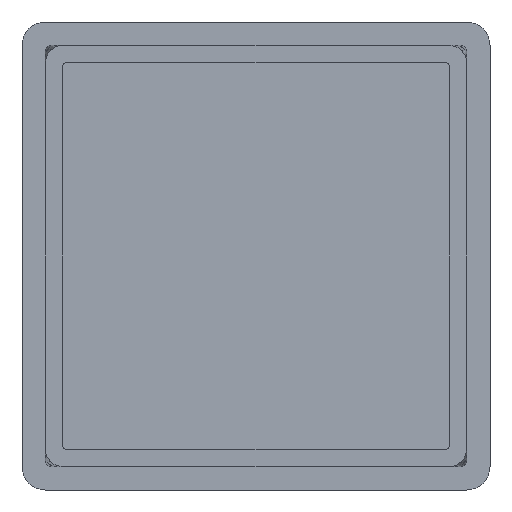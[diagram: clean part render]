
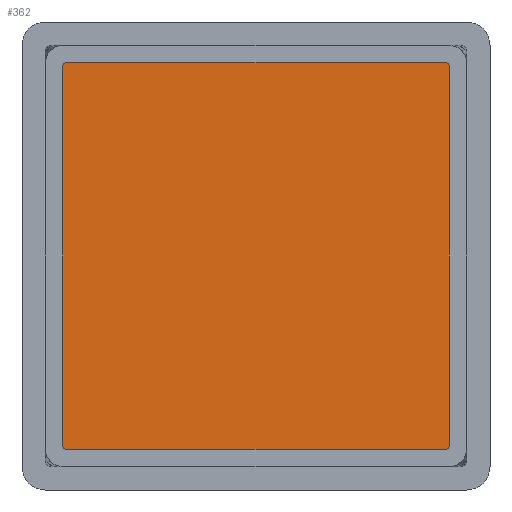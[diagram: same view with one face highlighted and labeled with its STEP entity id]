
A CAD part, front view. The second image highlights one B-rep face of the part: STEP entity #362.
In plain terms, the highlighted planar face has unit normal (0, -1, 0).
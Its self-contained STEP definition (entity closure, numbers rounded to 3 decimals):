
#9 = DIRECTION ( 'NONE',  ( 0., -1., 0. ) ) ;
#24 = VERTEX_POINT ( 'NONE', #663 ) ;
#41 = EDGE_CURVE ( 'NONE', #737, #489, #1112, .T. ) ;
#53 = VECTOR ( 'NONE', #668, 1000. ) ;
#66 = EDGE_CURVE ( 'NONE', #821, #902, #580, .T. ) ;
#78 = DIRECTION ( 'NONE',  ( 0., 0., 1. ) ) ;
#89 = CARTESIAN_POINT ( 'NONE',  ( -16.5, 20., -16.5 ) ) ;
#94 = DIRECTION ( 'NONE',  ( 0., -1., 0. ) ) ;
#99 = EDGE_LOOP ( 'NONE', ( #743, #1131, #1082, #850, #1217, #1111, #556, #133 ) ) ;
#108 = DIRECTION ( 'NONE',  ( 0., 0., 1. ) ) ;
#133 = ORIENTED_EDGE ( 'NONE', *, *, #1081, .T. ) ;
#155 = CARTESIAN_POINT ( 'NONE',  ( -16.5, 20., -16.25 ) ) ;
#184 = DIRECTION ( 'NONE',  ( 1., 0., 0. ) ) ;
#188 = EDGE_CURVE ( 'NONE', #737, #1103, #310, .T. ) ;
#225 = DIRECTION ( 'NONE',  ( 0., 0., 1. ) ) ;
#242 = VERTEX_POINT ( 'NONE', #721 ) ;
#243 = CARTESIAN_POINT ( 'NONE',  ( -16.5, 20., 16.25 ) ) ;
#279 = CARTESIAN_POINT ( 'NONE',  ( -16.5, 20., -16.5 ) ) ;
#288 = EDGE_CURVE ( 'NONE', #821, #489, #360, .T. ) ;
#304 = VECTOR ( 'NONE', #1162, 1000. ) ;
#307 = AXIS2_PLACEMENT_3D ( 'NONE', #374, #672, #1241 ) ;
#310 = LINE ( 'NONE', #599, #304 ) ;
#329 = AXIS2_PLACEMENT_3D ( 'NONE', #970, #9, #225 ) ;
#347 = PLANE ( 'NONE',  #381 ) ;
#360 = LINE ( 'NONE', #1221, #767 ) ;
#362 = ADVANCED_FACE ( 'NONE', ( #660 ), #347, .F. ) ;
#364 = LINE ( 'NONE', #279, #53 ) ;
#374 = CARTESIAN_POINT ( 'NONE',  ( 16.25, 20., 16.25 ) ) ;
#381 = AXIS2_PLACEMENT_3D ( 'NONE', #456, #936, #739 ) ;
#396 = CARTESIAN_POINT ( 'NONE',  ( 16.5, 20., -16.25 ) ) ;
#456 = CARTESIAN_POINT ( 'NONE',  ( 0., 20., 0. ) ) ;
#489 = VERTEX_POINT ( 'NONE', #687 ) ;
#548 = CARTESIAN_POINT ( 'NONE',  ( -16.25, 20., 16.25 ) ) ;
#556 = ORIENTED_EDGE ( 'NONE', *, *, #1066, .F. ) ;
#576 = AXIS2_PLACEMENT_3D ( 'NONE', #961, #94, #1052 ) ;
#580 = CIRCLE ( 'NONE', #1186, 0.25 ) ;
#584 = CARTESIAN_POINT ( 'NONE',  ( 16.5, 20., 16.25 ) ) ;
#599 = CARTESIAN_POINT ( 'NONE',  ( 16.5, 20., -16.5 ) ) ;
#617 = CIRCLE ( 'NONE', #576, 0.25 ) ;
#621 = EDGE_CURVE ( 'NONE', #916, #902, #1160, .T. ) ;
#660 = FACE_OUTER_BOUND ( 'NONE', #99, .T. ) ;
#663 = CARTESIAN_POINT ( 'NONE',  ( 16.25, 20., -16.5 ) ) ;
#664 = VECTOR ( 'NONE', #108, 1000. ) ;
#668 = DIRECTION ( 'NONE',  ( -1., 0., 0. ) ) ;
#672 = DIRECTION ( 'NONE',  ( 0., -1., 0. ) ) ;
#687 = CARTESIAN_POINT ( 'NONE',  ( 16.25, 20., 16.5 ) ) ;
#721 = CARTESIAN_POINT ( 'NONE',  ( -16.25, 20., -16.5 ) ) ;
#737 = VERTEX_POINT ( 'NONE', #584 ) ;
#738 = CARTESIAN_POINT ( 'NONE',  ( -16.25, 20., 16.5 ) ) ;
#739 = DIRECTION ( 'NONE',  ( 0., 0., 1. ) ) ;
#743 = ORIENTED_EDGE ( 'NONE', *, *, #188, .F. ) ;
#767 = VECTOR ( 'NONE', #184, 1000. ) ;
#821 = VERTEX_POINT ( 'NONE', #738 ) ;
#850 = ORIENTED_EDGE ( 'NONE', *, *, #66, .T. ) ;
#879 = CIRCLE ( 'NONE', #329, 0.25 ) ;
#902 = VERTEX_POINT ( 'NONE', #243 ) ;
#916 = VERTEX_POINT ( 'NONE', #155 ) ;
#936 = DIRECTION ( 'NONE',  ( 0., 1., 0. ) ) ;
#937 = DIRECTION ( 'NONE',  ( 0., -1., 0. ) ) ;
#948 = EDGE_CURVE ( 'NONE', #916, #242, #617, .T. ) ;
#961 = CARTESIAN_POINT ( 'NONE',  ( -16.25, 20., -16.25 ) ) ;
#970 = CARTESIAN_POINT ( 'NONE',  ( 16.25, 20., -16.25 ) ) ;
#1052 = DIRECTION ( 'NONE',  ( 0., 0., 1. ) ) ;
#1066 = EDGE_CURVE ( 'NONE', #24, #242, #364, .T. ) ;
#1081 = EDGE_CURVE ( 'NONE', #24, #1103, #879, .T. ) ;
#1082 = ORIENTED_EDGE ( 'NONE', *, *, #288, .F. ) ;
#1103 = VERTEX_POINT ( 'NONE', #396 ) ;
#1111 = ORIENTED_EDGE ( 'NONE', *, *, #948, .T. ) ;
#1112 = CIRCLE ( 'NONE', #307, 0.25 ) ;
#1131 = ORIENTED_EDGE ( 'NONE', *, *, #41, .T. ) ;
#1160 = LINE ( 'NONE', #89, #664 ) ;
#1162 = DIRECTION ( 'NONE',  ( 0., 0., -1. ) ) ;
#1186 = AXIS2_PLACEMENT_3D ( 'NONE', #548, #937, #78 ) ;
#1217 = ORIENTED_EDGE ( 'NONE', *, *, #621, .F. ) ;
#1221 = CARTESIAN_POINT ( 'NONE',  ( -16.5, 20., 16.5 ) ) ;
#1241 = DIRECTION ( 'NONE',  ( 0., 0., 1. ) ) ;
